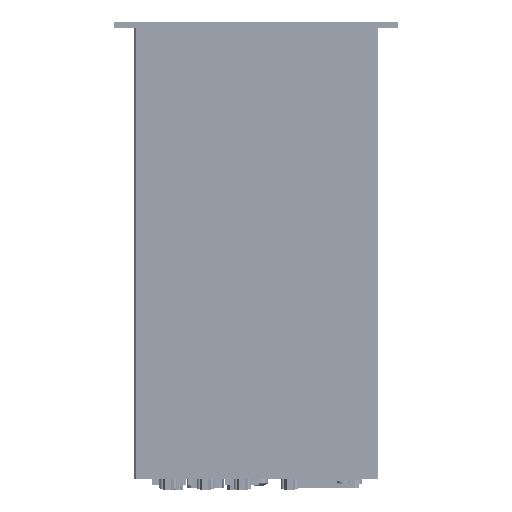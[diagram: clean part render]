
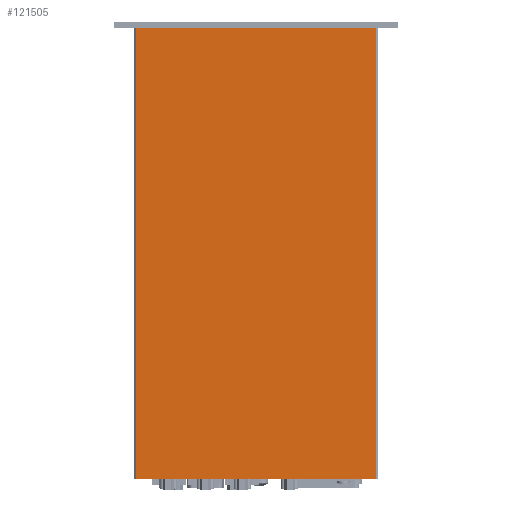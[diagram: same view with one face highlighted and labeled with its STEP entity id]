
A CAD part, left-side view. The second image highlights one B-rep face of the part: STEP entity #121505.
In plain terms, the highlighted planar face has unit normal (-1, 0, 0).
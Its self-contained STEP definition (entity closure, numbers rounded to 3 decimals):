
#13899=FACE_OUTER_BOUND($,#21104,.T.);
#21104=EDGE_LOOP($,(#93571,#93572,#93573,#93574));
#28017=LINE($,#196417,#38925);
#28422=LINE($,#198271,#39330);
#30343=LINE($,#207366,#41251);
#30344=LINE($,#207368,#41252);
#38925=VECTOR($,#147866,108.);
#39330=VECTOR($,#149535,108.);
#41251=VECTOR($,#154232,203.5);
#41252=VECTOR($,#154235,203.5);
#50692=VERTEX_POINT($,#196414);
#50693=VERTEX_POINT($,#196416);
#51299=VERTEX_POINT($,#198268);
#51300=VERTEX_POINT($,#198270);
#64309=EDGE_CURVE($,#50693,#50692,#28017,.T.);
#65098=EDGE_CURVE($,#51300,#51299,#28422,.T.);
#67860=EDGE_CURVE($,#51299,#50693,#30343,.T.);
#67861=EDGE_CURVE($,#50692,#51300,#30344,.T.);
#93571=ORIENTED_EDGE($,*,*,#64309,.T.);
#93572=ORIENTED_EDGE($,*,*,#67861,.T.);
#93573=ORIENTED_EDGE($,*,*,#65098,.T.);
#93574=ORIENTED_EDGE($,*,*,#67860,.T.);
#109956=PLANE($,#130742);
#121505=ADVANCED_FACE($,(#13899),#109956,.F.);
#130742=AXIS2_PLACEMENT_3D($,#207374,#154243,#154244);
#147866=DIRECTION($,(0.,1.,0.));
#149535=DIRECTION($,(0.,-1.,0.));
#154232=DIRECTION($,(0.,0.,1.));
#154235=DIRECTION($,(0.,0.,-1.));
#154243=DIRECTION('center_axis',(1.,0.,0.));
#154244=DIRECTION('ref_axis',(0.,-1.,0.));
#196414=CARTESIAN_POINT('',(-51.8,54.,0.));
#196416=CARTESIAN_POINT('',(-51.8,-54.,0.));
#196417=CARTESIAN_POINT($,(-51.8,55.,0.));
#198268=CARTESIAN_POINT('',(-51.8,-54.,-203.5));
#198270=CARTESIAN_POINT('',(-51.8,54.,-203.5));
#198271=CARTESIAN_POINT($,(-51.8,55.,-203.5));
#207366=CARTESIAN_POINT($,(-51.8,-54.,-202.));
#207368=CARTESIAN_POINT($,(-51.8,54.,-202.));
#207374=CARTESIAN_POINT('Origin',(-51.8,55.,-202.));
